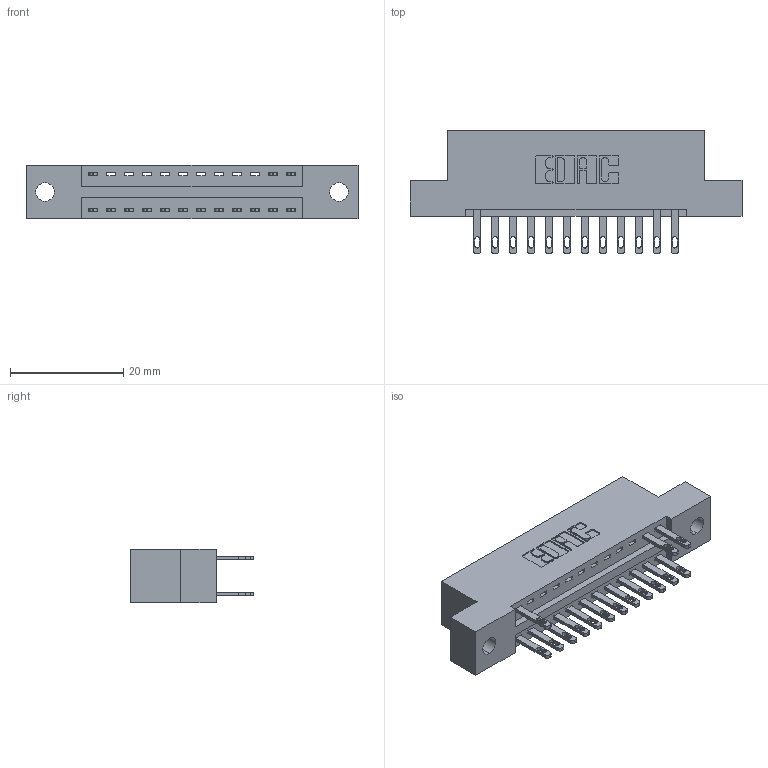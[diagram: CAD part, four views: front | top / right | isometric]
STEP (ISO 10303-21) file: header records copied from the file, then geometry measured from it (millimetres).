
FILE_DESCRIPTION (( 'STEP AP203' ), '1' );
FILE_NAME ('346-024-500-202.STEP', '2018-08-21T02:35:46', ( '' ), ( '' ), 'SwSTEP 2.0', 'SolidWorks 2016', '' );
FILE_SCHEMA (( 'CONFIG_CONTROL_DESIGN' ));
Length unit declared in the file: inch
Products named in the file (3): 346 Part_Flush Mounting Lugs - 0.128 Dia; 345-292-001_345-293-100; 346-024-500-202
Assembly tree (16 placements, depth 2):
  346-024-500-202
    346 Part_Flush Mounting Lugs - 0.128 Dia
    345-292-001_345-293-100  x15
Bounding box: 58.67 x 21.84 x 9.4 mm (x, y, z)
Volume: 5416.6 mm3; surface area: 6394.6 mm2
Topology: 16 solids, 16 shells, 896 faces, 2723 edges, 1814 vertices
Faces by surface type: plane 556, cylinder 340
Entity records: 11515 total; most frequent: CARTESIAN_POINT 1975, ORIENTED_EDGE 1918, DIRECTION 1785, EDGE_CURVE 959, LINE 775, VECTOR 775, VERTEX_POINT 638, AXIS2_PLACEMENT_3D 505
